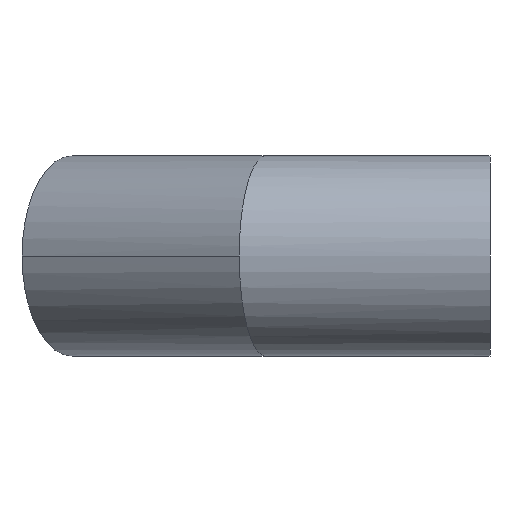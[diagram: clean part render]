
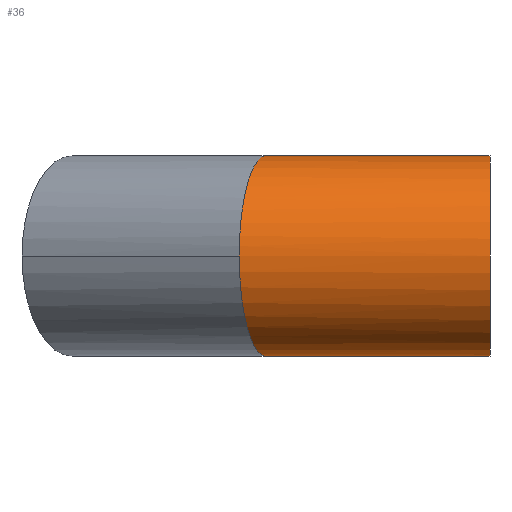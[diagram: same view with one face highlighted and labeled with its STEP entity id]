
A CAD part, left-side view. The second image highlights one B-rep face of the part: STEP entity #36.
In plain terms, the highlighted cylindrical face has radius 62.5 mm (diameter 125 mm), a partial arc.
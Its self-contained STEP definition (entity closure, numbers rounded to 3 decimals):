
#4 = VERTEX_POINT ( 'NONE', #230 ) ;
#16 = DIRECTION ( 'NONE',  ( 0., 0., 1. ) ) ;
#19 = CYLINDRICAL_SURFACE ( 'NONE', #236, 62.5 ) ;
#30 = EDGE_CURVE ( 'NONE', #363, #303, #217, .T. ) ;
#35 = ORIENTED_EDGE ( 'NONE', *, *, #315, .T. ) ;
#36 = ADVANCED_FACE ( 'NONE', ( #260 ), #19, .T. ) ;
#39 = ORIENTED_EDGE ( 'NONE', *, *, #30, .T. ) ;
#48 = DIRECTION ( 'NONE',  ( 0., 0., 1. ) ) ;
#55 =( BOUNDED_CURVE ( )  B_SPLINE_CURVE ( 3, ( #121, #68, #118, #275 ),
 .UNSPECIFIED., .F., .F. ) 
 B_SPLINE_CURVE_WITH_KNOTS ( ( 4, 4 ),
 ( 0., 1.571 ),
 .UNSPECIFIED. ) 
 CURVE ( )  GEOMETRIC_REPRESENTATION_ITEM ( )  RATIONAL_B_SPLINE_CURVE ( ( 1., 0.805, 0.805, 1. ) ) 
 REPRESENTATION_ITEM ( '' )  );
#68 = CARTESIAN_POINT ( 'NONE',  ( -62.5, 156.616, -36.612 ) ) ;
#93 = VERTEX_POINT ( 'NONE', #198 ) ;
#96 = ORIENTED_EDGE ( 'NONE', *, *, #374, .T. ) ;
#106 = ORIENTED_EDGE ( 'NONE', *, *, #131, .F. ) ;
#108 = VERTEX_POINT ( 'NONE', #313 ) ;
#114 = LINE ( 'NONE', #386, #320 ) ;
#118 = CARTESIAN_POINT ( 'NONE',  ( -36.612, 149.68, -62.5 ) ) ;
#121 = CARTESIAN_POINT ( 'NONE',  ( -62.5, 156.616, 0. ) ) ;
#131 = EDGE_CURVE ( 'NONE', #363, #108, #226, .T. ) ;
#133 = AXIS2_PLACEMENT_3D ( 'NONE', #160, #377, #16 ) ;
#155 = ORIENTED_EDGE ( 'NONE', *, *, #180, .T. ) ;
#160 = CARTESIAN_POINT ( 'NONE',  ( 0., 0., 0. ) ) ;
#180 = EDGE_CURVE ( 'NONE', #303, #93, #114, .T. ) ;
#198 = CARTESIAN_POINT ( 'NONE',  ( 0., 139.869, 62.5 ) ) ;
#209 = DIRECTION ( 'NONE',  ( 0., 1., 0. ) ) ;
#217 = CIRCLE ( 'NONE', #133, 62.5 ) ;
#226 = LINE ( 'NONE', #378, #241 ) ;
#230 = CARTESIAN_POINT ( 'NONE',  ( -62.5, 156.616, 0. ) ) ;
#236 = AXIS2_PLACEMENT_3D ( 'NONE', #350, #288, #48 ) ;
#238 = CARTESIAN_POINT ( 'NONE',  ( -62.5, 156.616, 36.612 ) ) ;
#240 = CARTESIAN_POINT ( 'NONE',  ( -36.612, 149.68, 62.5 ) ) ;
#241 = VECTOR ( 'NONE', #286, 1000. ) ;
#260 = FACE_OUTER_BOUND ( 'NONE', #306, .T. ) ;
#275 = CARTESIAN_POINT ( 'NONE',  ( 0., 139.869, -62.5 ) ) ;
#286 = DIRECTION ( 'NONE',  ( 0., 1., 0. ) ) ;
#288 = DIRECTION ( 'NONE',  ( 0., 1., 0. ) ) ;
#294 = CARTESIAN_POINT ( 'NONE',  ( 0., 139.869, 62.5 ) ) ;
#303 = VERTEX_POINT ( 'NONE', #387 ) ;
#306 = EDGE_LOOP ( 'NONE', ( #106, #39, #155, #35, #96 ) ) ;
#312 =( BOUNDED_CURVE ( )  B_SPLINE_CURVE ( 3, ( #294, #240, #238, #381 ),
 .UNSPECIFIED., .F., .F. ) 
 B_SPLINE_CURVE_WITH_KNOTS ( ( 4, 4 ),
 ( 4.712, 6.283 ),
 .UNSPECIFIED. ) 
 CURVE ( )  GEOMETRIC_REPRESENTATION_ITEM ( )  RATIONAL_B_SPLINE_CURVE ( ( 1., 0.805, 0.805, 1. ) ) 
 REPRESENTATION_ITEM ( '' )  );
#313 = CARTESIAN_POINT ( 'NONE',  ( 0., 139.869, -62.5 ) ) ;
#315 = EDGE_CURVE ( 'NONE', #93, #4, #312, .T. ) ;
#320 = VECTOR ( 'NONE', #209, 1000. ) ;
#326 = CARTESIAN_POINT ( 'NONE',  ( 0., 0., -62.5 ) ) ;
#350 = CARTESIAN_POINT ( 'NONE',  ( 0., 0., 0. ) ) ;
#363 = VERTEX_POINT ( 'NONE', #326 ) ;
#374 = EDGE_CURVE ( 'NONE', #4, #108, #55, .T. ) ;
#377 = DIRECTION ( 'NONE',  ( 0., 1., 0. ) ) ;
#378 = CARTESIAN_POINT ( 'NONE',  ( 0., 0., -62.5 ) ) ;
#381 = CARTESIAN_POINT ( 'NONE',  ( -62.5, 156.616, 0. ) ) ;
#386 = CARTESIAN_POINT ( 'NONE',  ( 0., 0., 62.5 ) ) ;
#387 = CARTESIAN_POINT ( 'NONE',  ( 0., 0., 62.5 ) ) ;
